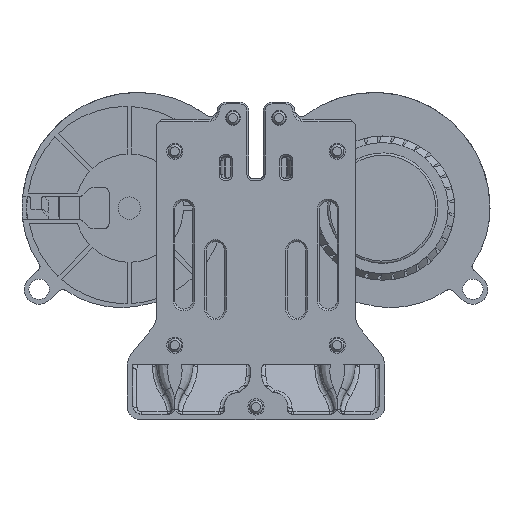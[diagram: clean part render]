
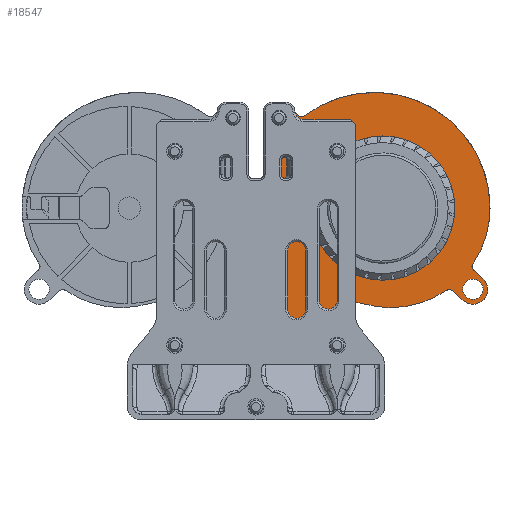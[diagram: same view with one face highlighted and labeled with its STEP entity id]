
A CAD part, front view. The second image highlights one B-rep face of the part: STEP entity #18547.
In plain terms, the highlighted face is planar.
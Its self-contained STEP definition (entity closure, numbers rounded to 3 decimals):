
#319=FACE_BOUND('',#6170,.T.);
#320=FACE_BOUND('',#6171,.T.);
#321=FACE_BOUND('',#6172,.T.);
#600=PLANE('',#20326);
#1355=CIRCLE('',#20266,2.25);
#1357=CIRCLE('',#20269,2.25);
#1359=CIRCLE('',#20272,22.068);
#1361=CIRCLE('',#20275,3.3);
#1363=CIRCLE('',#20278,1.);
#1365=CIRCLE('',#20281,16.);
#1372=CIRCLE('',#20294,3.3);
#1374=CIRCLE('',#20298,25.65);
#1376=CIRCLE('',#20301,22.068);
#1378=CIRCLE('',#20304,1.);
#1380=CIRCLE('',#20309,1.);
#1382=CIRCLE('',#20312,2.);
#1384=CIRCLE('',#20318,25.65);
#1386=CIRCLE('',#20321,1.);
#2450=LINE('',#35402,#3577);
#2455=LINE('',#35423,#3582);
#2457=LINE('',#35427,#3584);
#2461=LINE('',#35442,#3588);
#2470=LINE('',#35458,#3597);
#2473=LINE('',#35464,#3600);
#2478=LINE('',#35481,#3605);
#3577=VECTOR('',#24376,1000.);
#3582=VECTOR('',#24401,1000.);
#3584=VECTOR('',#24405,1000.);
#3588=VECTOR('',#24423,1000.);
#3597=VECTOR('',#24434,1000.);
#3600=VECTOR('',#24439,1000.);
#3605=VECTOR('',#24458,1000.);
#5034=FACE_OUTER_BOUND('',#6169,.T.);
#6169=EDGE_LOOP('',(#15928,#15929,#15930,#15931,#15932,#15933,#15934,#15935,
#15936,#15937,#15938,#15939,#15940,#15941,#15942,#15943,#15944,#15945));
#6170=EDGE_LOOP('',(#15946));
#6171=EDGE_LOOP('',(#15947));
#6172=EDGE_LOOP('',(#15948));
#8474=VERTEX_POINT('',#35317);
#8476=VERTEX_POINT('',#35323);
#8479=VERTEX_POINT('',#35330);
#8480=VERTEX_POINT('',#35332);
#8483=VERTEX_POINT('',#35339);
#8484=VERTEX_POINT('',#35341);
#8487=VERTEX_POINT('',#35348);
#8488=VERTEX_POINT('',#35350);
#8490=VERTEX_POINT('',#35356);
#8503=VERTEX_POINT('',#35393);
#8504=VERTEX_POINT('',#35394);
#8507=VERTEX_POINT('',#35405);
#8509=VERTEX_POINT('',#35411);
#8511=VERTEX_POINT('',#35417);
#8513=VERTEX_POINT('',#35426);
#8515=VERTEX_POINT('',#35435);
#8517=VERTEX_POINT('',#35441);
#8523=VERTEX_POINT('',#35457);
#8525=VERTEX_POINT('',#35463);
#8527=VERTEX_POINT('',#35469);
#8529=VERTEX_POINT('',#35475);
#10998=EDGE_CURVE('',#8474,#8474,#1355,.T.);
#11001=EDGE_CURVE('',#8476,#8476,#1357,.T.);
#11004=EDGE_CURVE('',#8480,#8479,#1359,.T.);
#11008=EDGE_CURVE('',#8484,#8483,#1361,.T.);
#11012=EDGE_CURVE('',#8488,#8487,#1363,.T.);
#11016=EDGE_CURVE('',#8490,#8490,#1365,.T.);
#11033=EDGE_CURVE('',#8503,#8504,#1372,.T.);
#11037=EDGE_CURVE('',#8487,#8503,#2450,.T.);
#11039=EDGE_CURVE('',#8507,#8488,#1374,.T.);
#11042=EDGE_CURVE('',#8509,#8507,#1376,.T.);
#11045=EDGE_CURVE('',#8511,#8509,#1378,.T.);
#11048=EDGE_CURVE('',#8483,#8511,#2455,.T.);
#11050=EDGE_CURVE('',#8513,#8484,#2457,.T.);
#11053=EDGE_CURVE('',#8479,#8513,#1380,.T.);
#11055=EDGE_CURVE('',#8515,#8480,#1382,.T.);
#11058=EDGE_CURVE('',#8517,#8515,#2461,.T.);
#11067=EDGE_CURVE('',#8523,#8517,#2470,.T.);
#11070=EDGE_CURVE('',#8525,#8523,#2473,.T.);
#11073=EDGE_CURVE('',#8527,#8525,#1384,.T.);
#11076=EDGE_CURVE('',#8529,#8527,#1386,.T.);
#11079=EDGE_CURVE('',#8504,#8529,#2478,.T.);
#15928=ORIENTED_EDGE('',*,*,#11033,.T.);
#15929=ORIENTED_EDGE('',*,*,#11079,.T.);
#15930=ORIENTED_EDGE('',*,*,#11076,.T.);
#15931=ORIENTED_EDGE('',*,*,#11073,.T.);
#15932=ORIENTED_EDGE('',*,*,#11070,.T.);
#15933=ORIENTED_EDGE('',*,*,#11067,.T.);
#15934=ORIENTED_EDGE('',*,*,#11058,.T.);
#15935=ORIENTED_EDGE('',*,*,#11055,.T.);
#15936=ORIENTED_EDGE('',*,*,#11004,.T.);
#15937=ORIENTED_EDGE('',*,*,#11053,.T.);
#15938=ORIENTED_EDGE('',*,*,#11050,.T.);
#15939=ORIENTED_EDGE('',*,*,#11008,.T.);
#15940=ORIENTED_EDGE('',*,*,#11048,.T.);
#15941=ORIENTED_EDGE('',*,*,#11045,.T.);
#15942=ORIENTED_EDGE('',*,*,#11042,.T.);
#15943=ORIENTED_EDGE('',*,*,#11039,.T.);
#15944=ORIENTED_EDGE('',*,*,#11012,.T.);
#15945=ORIENTED_EDGE('',*,*,#11037,.T.);
#15946=ORIENTED_EDGE('',*,*,#11016,.F.);
#15947=ORIENTED_EDGE('',*,*,#10998,.F.);
#15948=ORIENTED_EDGE('',*,*,#11001,.F.);
#18547=ADVANCED_FACE('',(#5034,#319,#320,#321),#600,.F.);
#20266=AXIS2_PLACEMENT_3D('',#35319,#24294,#24295);
#20269=AXIS2_PLACEMENT_3D('',#35325,#24301,#24302);
#20272=AXIS2_PLACEMENT_3D('',#35333,#24308,#24309);
#20275=AXIS2_PLACEMENT_3D('',#35342,#24316,#24317);
#20278=AXIS2_PLACEMENT_3D('',#35351,#24324,#24325);
#20281=AXIS2_PLACEMENT_3D('',#35358,#24332,#24333);
#20294=AXIS2_PLACEMENT_3D('',#35395,#24368,#24369);
#20298=AXIS2_PLACEMENT_3D('',#35406,#24380,#24381);
#20301=AXIS2_PLACEMENT_3D('',#35412,#24387,#24388);
#20304=AXIS2_PLACEMENT_3D('',#35418,#24394,#24395);
#20309=AXIS2_PLACEMENT_3D('',#35432,#24410,#24411);
#20312=AXIS2_PLACEMENT_3D('',#35436,#24416,#24417);
#20318=AXIS2_PLACEMENT_3D('',#35470,#24444,#24445);
#20321=AXIS2_PLACEMENT_3D('',#35476,#24451,#24452);
#20326=AXIS2_PLACEMENT_3D('',#35487,#24466,#24467);
#24294=DIRECTION('center_axis',(0.,1.,0.));
#24295=DIRECTION('ref_axis',(0.,0.,1.));
#24301=DIRECTION('center_axis',(0.,1.,0.));
#24302=DIRECTION('ref_axis',(0.,0.,1.));
#24308=DIRECTION('center_axis',(0.,1.,0.));
#24309=DIRECTION('ref_axis',(0.,0.,-1.));
#24316=DIRECTION('center_axis',(0.,1.,0.));
#24317=DIRECTION('ref_axis',(0.,0.,-1.));
#24324=DIRECTION('center_axis',(0.,-1.,0.));
#24325=DIRECTION('ref_axis',(0.,0.,1.));
#24332=DIRECTION('center_axis',(0.,1.,0.));
#24333=DIRECTION('ref_axis',(0.,0.,1.));
#24368=DIRECTION('center_axis',(0.,1.,0.));
#24369=DIRECTION('ref_axis',(0.,0.,-1.));
#24376=DIRECTION('',(-0.749,0.,-0.662));
#24380=DIRECTION('center_axis',(0.,1.,0.));
#24381=DIRECTION('ref_axis',(0.,0.,1.));
#24387=DIRECTION('center_axis',(0.,1.,0.));
#24388=DIRECTION('ref_axis',(0.,0.,-1.));
#24394=DIRECTION('center_axis',(0.,-1.,0.));
#24395=DIRECTION('ref_axis',(0.,0.,-1.));
#24401=DIRECTION('',(-0.749,0.,-0.662));
#24405=DIRECTION('',(0.749,0.,0.662));
#24410=DIRECTION('center_axis',(0.,-1.,0.));
#24411=DIRECTION('ref_axis',(0.,0.,1.));
#24416=DIRECTION('center_axis',(0.,-1.,0.));
#24417=DIRECTION('ref_axis',(0.,0.,1.));
#24423=DIRECTION('',(0.,0.,-1.));
#24434=DIRECTION('',(1.,0.,0.));
#24439=DIRECTION('',(0.,0.,1.));
#24444=DIRECTION('center_axis',(0.,1.,0.));
#24445=DIRECTION('ref_axis',(0.,0.,1.));
#24451=DIRECTION('center_axis',(0.,-1.,0.));
#24452=DIRECTION('ref_axis',(0.,0.,-1.));
#24458=DIRECTION('',(0.749,0.,0.662));
#24466=DIRECTION('center_axis',(0.,-1.,0.));
#24467=DIRECTION('ref_axis',(0.,0.,-1.));
#35317=CARTESIAN_POINT('',(20.,0.,15.75));
#35319=CARTESIAN_POINT('Origin',(20.,0.,18.));
#35323=CARTESIAN_POINT('',(-23.,0.,-22.25));
#35325=CARTESIAN_POINT('Origin',(-23.,0.,-20.));
#35330=CARTESIAN_POINT('',(14.152,0.,18.241));
#35332=CARTESIAN_POINT('',(-4.899,0.,21.048));
#35333=CARTESIAN_POINT('Origin',(1.732,0.,0.));
#35339=CARTESIAN_POINT('',(22.185,0.,15.527));
#35341=CARTESIAN_POINT('',(17.815,0.,20.473));
#35342=CARTESIAN_POINT('Origin',(20.,0.,18.));
#35348=CARTESIAN_POINT('',(-18.599,0.,-20.515));
#35350=CARTESIAN_POINT('',(-17.333,0.,-20.467));
#35351=CARTESIAN_POINT('Origin',(-17.937,0.,-21.264));
#35356=CARTESIAN_POINT('',(0.,0.,-16.));
#35358=CARTESIAN_POINT('Origin',(0.,0.,0.));
#35393=CARTESIAN_POINT('',(-20.815,0.,-22.473));
#35394=CARTESIAN_POINT('',(-25.185,0.,-17.527));
#35395=CARTESIAN_POINT('Origin',(-23.,0.,-20.));
#35402=CARTESIAN_POINT('',(-20.815,0.,-22.473));
#35405=CARTESIAN_POINT('',(23.8,0.,0.));
#35406=CARTESIAN_POINT('Origin',(-1.85,0.,-0.017));
#35411=CARTESIAN_POINT('',(19.979,0.,12.411));
#35412=CARTESIAN_POINT('Origin',(1.732,0.,0.));
#35417=CARTESIAN_POINT('',(20.144,0.,13.723));
#35418=CARTESIAN_POINT('Origin',(20.806,0.,12.974));
#35423=CARTESIAN_POINT('',(22.185,0.,15.527));
#35426=CARTESIAN_POINT('',(15.377,0.,18.318));
#35427=CARTESIAN_POINT('',(17.815,0.,20.473));
#35432=CARTESIAN_POINT('Origin',(14.715,0.,19.068));
#35435=CARTESIAN_POINT('',(-7.5,0.,22.956));
#35436=CARTESIAN_POINT('Origin',(-5.5,0.,22.956));
#35441=CARTESIAN_POINT('',(-7.5,0.,25.4));
#35442=CARTESIAN_POINT('',(-7.5,0.,25.4));
#35457=CARTESIAN_POINT('',(-27.5,0.,25.4));
#35458=CARTESIAN_POINT('',(-27.5,0.,25.4));
#35463=CARTESIAN_POINT('',(-27.5,0.,0.));
#35464=CARTESIAN_POINT('',(-27.5,0.,25.4));
#35469=CARTESIAN_POINT('',(-23.043,0.,-14.466));
#35470=CARTESIAN_POINT('Origin',(-1.85,0.,-0.017));
#35475=CARTESIAN_POINT('',(-23.207,0.,-15.779));
#35476=CARTESIAN_POINT('Origin',(-23.869,0.,-15.03));
#35481=CARTESIAN_POINT('',(-25.185,0.,-17.527));
#35487=CARTESIAN_POINT('Origin',(-23.,0.,-20.));
